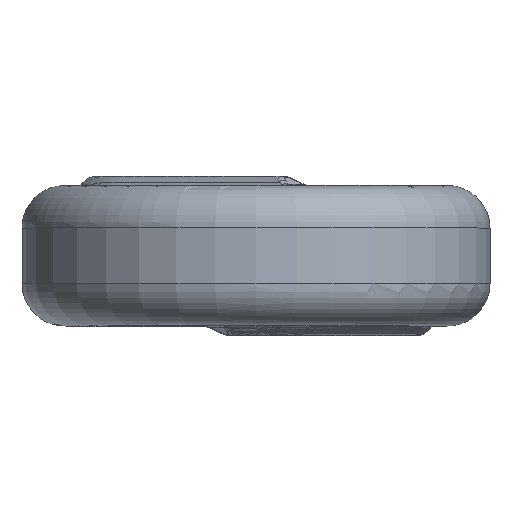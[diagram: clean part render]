
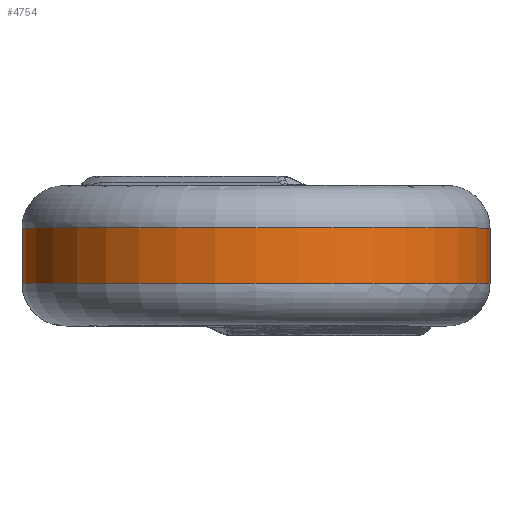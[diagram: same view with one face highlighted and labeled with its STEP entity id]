
A CAD part, top view. The second image highlights one B-rep face of the part: STEP entity #4754.
In plain terms, the highlighted cylindrical face has radius 5.5 mm (diameter 11 mm), a full revolution.
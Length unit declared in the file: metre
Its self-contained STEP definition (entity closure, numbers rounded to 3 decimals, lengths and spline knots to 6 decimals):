
#546=CYLINDRICAL_SURFACE('',#4963,0.0055);
#572=CIRCLE('',#4949,0.0055);
#582=CIRCLE('',#4964,0.0055);
#779=ORIENTED_EDGE('',*,*,#1749,.F.);
#780=ORIENTED_EDGE('',*,*,#1778,.T.);
#1749=EDGE_CURVE('',#2267,#2267,#572,.T.);
#1778=EDGE_CURVE('',#2282,#2282,#582,.T.);
#2267=VERTEX_POINT('',#5823);
#2282=VERTEX_POINT('',#6324);
#2845=EDGE_LOOP('',(#779));
#2846=EDGE_LOOP('',(#780));
#3067=FACE_BOUND('',#2845,.T.);
#3068=FACE_BOUND('',#2846,.T.);
#4754=ADVANCED_FACE('',(#3067,#3068),#546,.T.);
#4949=AXIS2_PLACEMENT_3D('',#5822,#5131,#5132);
#4963=AXIS2_PLACEMENT_3D('',#6322,#5161,#5162);
#4964=AXIS2_PLACEMENT_3D('',#6323,#5163,#5164);
#5131=DIRECTION('',(0.,1.,0.));
#5132=DIRECTION('',(1.,0.,0.));
#5161=DIRECTION('',(0.,1.,0.));
#5162=DIRECTION('',(0.,0.,1.));
#5163=DIRECTION('',(0.,1.,0.));
#5164=DIRECTION('',(0.,0.,1.));
#5822=CARTESIAN_POINT('',(0.,0.00065,0.));
#5823=CARTESIAN_POINT('',(0.0055,0.00065,0.));
#6322=CARTESIAN_POINT('',(0.,-0.00065,0.));
#6323=CARTESIAN_POINT('',(0.,-0.00065,0.));
#6324=CARTESIAN_POINT('',(0.,-0.00065,0.0055));
